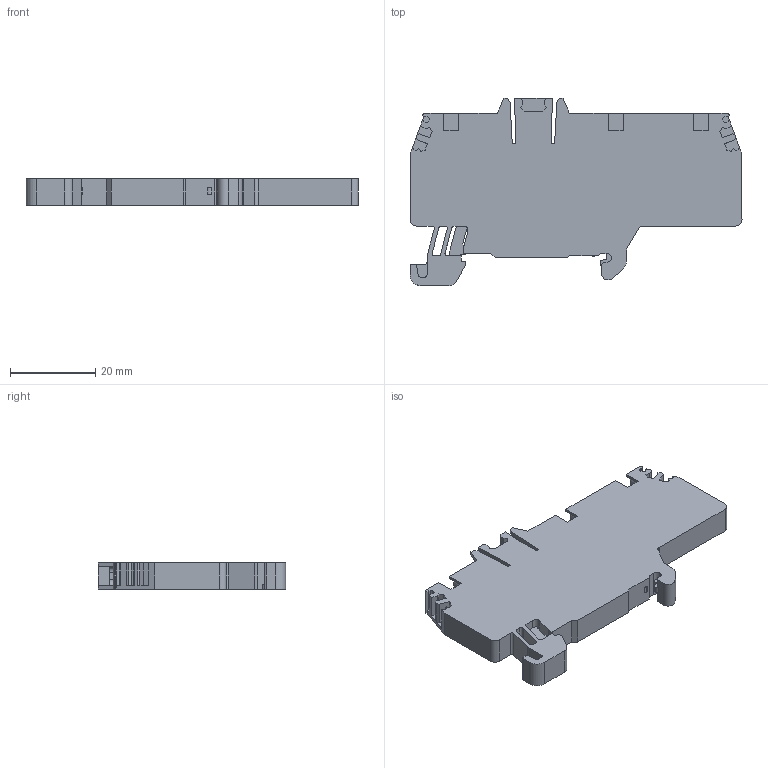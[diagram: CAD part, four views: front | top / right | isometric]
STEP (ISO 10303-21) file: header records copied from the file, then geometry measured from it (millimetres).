
FILE_DESCRIPTION(('Creo Elements/Direct Modeling STEP Export'),'2;1');
FILE_NAME('HTE.4 1+2.stp','2013-03-13T11:12:52',(''),(''),'Creo Elements/Direct Modeling STEP processor for AP214 (Solid Model)','Creo Elements/Direct Modeling 18.0B 02-Dec-2011 (C) Parametric Technology GmbH','');
FILE_SCHEMA(('AUTOMOTIVE_DESIGN { 1 0 10303 214 1 1 1 1 }'));
Length unit declared in the file: millimetre
Products named in the file (1): HTE.4_1-2
Bounding box: 78 x 44 x 6.2 mm (x, y, z)
Volume: 14269.2 mm3; surface area: 7695.2 mm2
Topology: 1 solids, 1 shells, 244 faces, 720 edges, 480 vertices
Faces by surface type: plane 184, cylinder 60
Entity records: 8060 total; most frequent: ORIENTED_EDGE 1440, CARTESIAN_POINT 1390, DIRECTION 1245, EDGE_CURVE 720, VECTOR 575, LINE 575, VERTEX_POINT 480, AXIS2_PLACEMENT_3D 335
